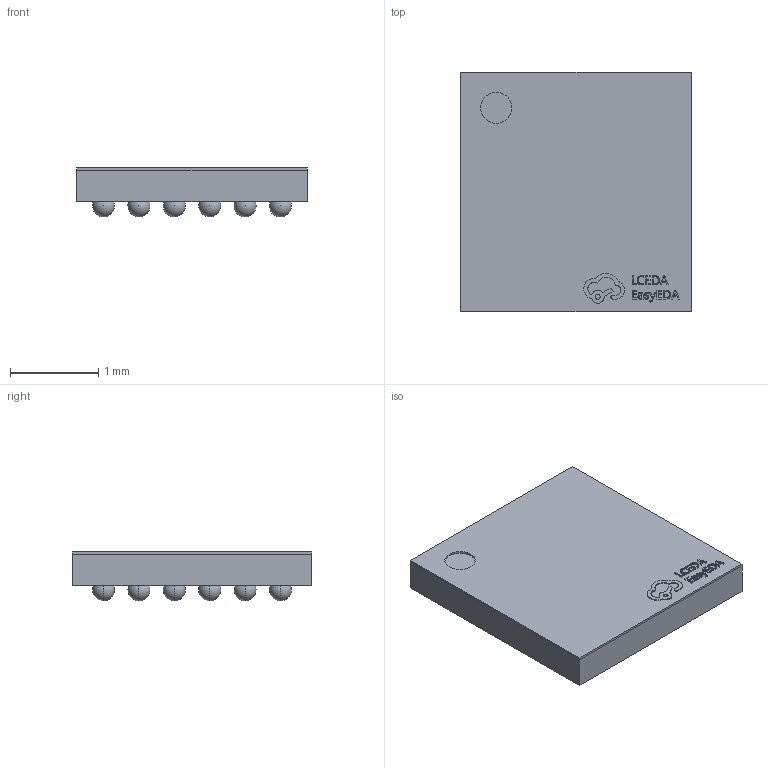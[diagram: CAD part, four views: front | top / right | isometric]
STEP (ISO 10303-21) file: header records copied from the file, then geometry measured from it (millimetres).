
FILE_DESCRIPTION (( 'STEP AP214' ), '1' );
FILE_NAME ('WLCSP-36_L2.7-W2.6-R-C6-P0.40-BL.step', '2022-06-20T11:36:57', ( '' ), ( '' ), 'SwSTEP 2.0', 'SolidWorks 2020', '' );
FILE_SCHEMA (( 'AUTOMOTIVE_DESIGN' ));
Length unit declared in the file: millimetre
Products named in the file (1): WLCSP-36_L2.7-W2.6-R-C6-P0.40-BL
Bounding box: 2.6 x 2.7 x 0.56 mm (x, y, z)
Volume: 2.9 mm3; surface area: 35.6 mm2
Topology: 2 solids, 2 shells, 373 faces, 1134 edges, 756 vertices
Faces by surface type: plane 187, bspline 112, sphere 72, cylinder 2
Entity records: 16035 total; most frequent: CARTESIAN_POINT 4080, ORIENTED_EDGE 1908, DIRECTION 1398, EDGE_CURVE 954, VERTEX_POINT 648, VECTOR 578, LINE 578, EDGE_LOOP 438
